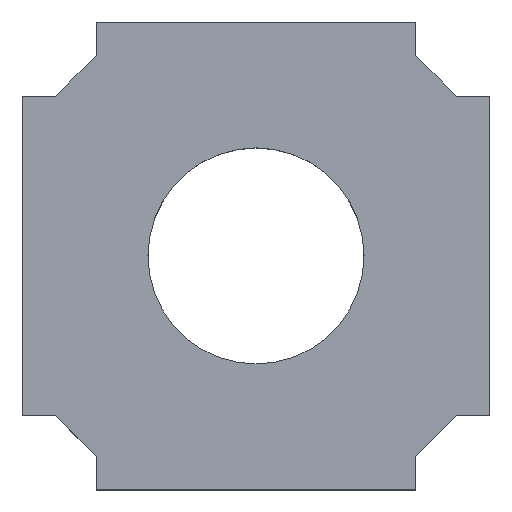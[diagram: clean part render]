
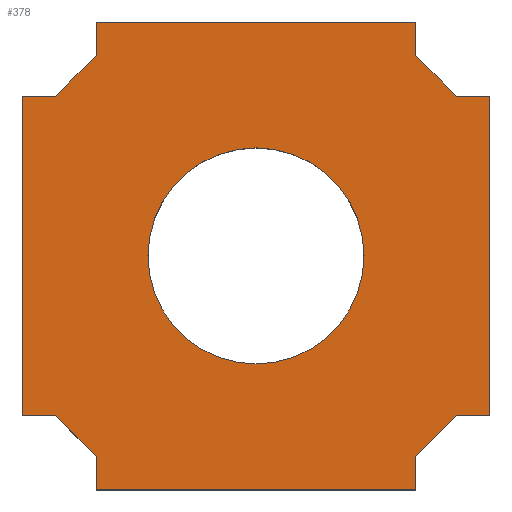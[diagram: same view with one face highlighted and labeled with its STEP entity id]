
A CAD part, top view. The second image highlights one B-rep face of the part: STEP entity #378.
In plain terms, the highlighted planar face has unit normal (0, 0, 1).
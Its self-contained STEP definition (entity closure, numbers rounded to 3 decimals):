
#15=FACE_BOUND('',#70,.T.);
#31=PLANE('',#419);
#50=FACE_OUTER_BOUND('',#69,.T.);
#69=EDGE_LOOP('',(#320,#321,#322,#323,#324,#325,#326,#327,#328,#329,#330,
#331,#332,#333,#334,#335));
#70=EDGE_LOOP('',(#336));
#78=LINE('',#530,#127);
#82=LINE('',#537,#131);
#85=LINE('',#543,#134);
#88=LINE('',#551,#137);
#91=LINE('',#557,#140);
#95=LINE('',#564,#144);
#98=LINE('',#572,#147);
#102=LINE('',#579,#151);
#105=LINE('',#585,#154);
#108=LINE('',#593,#157);
#111=LINE('',#599,#160);
#115=LINE('',#606,#164);
#117=LINE('',#609,#166);
#119=LINE('',#612,#168);
#120=LINE('',#614,#169);
#121=LINE('',#615,#170);
#127=VECTOR('',#436,10.);
#131=VECTOR('',#442,10.);
#134=VECTOR('',#447,10.);
#137=VECTOR('',#452,10.);
#140=VECTOR('',#457,10.);
#144=VECTOR('',#463,10.);
#147=VECTOR('',#468,10.);
#151=VECTOR('',#474,10.);
#154=VECTOR('',#479,10.);
#157=VECTOR('',#484,10.);
#160=VECTOR('',#489,10.);
#164=VECTOR('',#495,10.);
#166=VECTOR('',#499,10.);
#168=VECTOR('',#503,10.);
#169=VECTOR('',#506,10.);
#170=VECTOR('',#507,10.);
#173=CIRCLE('',#403,11.5);
#175=VERTEX_POINT('',#518);
#179=VERTEX_POINT('',#527);
#180=VERTEX_POINT('',#529);
#182=VERTEX_POINT('',#535);
#184=VERTEX_POINT('',#541);
#187=VERTEX_POINT('',#548);
#188=VERTEX_POINT('',#550);
#190=VERTEX_POINT('',#556);
#192=VERTEX_POINT('',#562);
#195=VERTEX_POINT('',#569);
#196=VERTEX_POINT('',#571);
#198=VERTEX_POINT('',#577);
#200=VERTEX_POINT('',#583);
#203=VERTEX_POINT('',#590);
#204=VERTEX_POINT('',#592);
#206=VERTEX_POINT('',#598);
#208=VERTEX_POINT('',#604);
#209=EDGE_CURVE('',#175,#175,#173,.T.);
#214=EDGE_CURVE('',#179,#180,#78,.T.);
#218=EDGE_CURVE('',#182,#179,#82,.T.);
#221=EDGE_CURVE('',#184,#182,#85,.T.);
#224=EDGE_CURVE('',#188,#187,#88,.T.);
#227=EDGE_CURVE('',#190,#188,#91,.T.);
#231=EDGE_CURVE('',#187,#192,#95,.T.);
#234=EDGE_CURVE('',#196,#195,#98,.T.);
#238=EDGE_CURVE('',#195,#198,#102,.T.);
#241=EDGE_CURVE('',#198,#200,#105,.T.);
#244=EDGE_CURVE('',#204,#203,#108,.T.);
#247=EDGE_CURVE('',#206,#204,#111,.T.);
#251=EDGE_CURVE('',#203,#208,#115,.T.);
#253=EDGE_CURVE('',#200,#180,#117,.T.);
#255=EDGE_CURVE('',#208,#196,#119,.T.);
#256=EDGE_CURVE('',#192,#206,#120,.T.);
#257=EDGE_CURVE('',#190,#184,#121,.T.);
#320=ORIENTED_EDGE('',*,*,#256,.T.);
#321=ORIENTED_EDGE('',*,*,#247,.T.);
#322=ORIENTED_EDGE('',*,*,#244,.T.);
#323=ORIENTED_EDGE('',*,*,#251,.T.);
#324=ORIENTED_EDGE('',*,*,#255,.T.);
#325=ORIENTED_EDGE('',*,*,#234,.T.);
#326=ORIENTED_EDGE('',*,*,#238,.T.);
#327=ORIENTED_EDGE('',*,*,#241,.T.);
#328=ORIENTED_EDGE('',*,*,#253,.T.);
#329=ORIENTED_EDGE('',*,*,#214,.F.);
#330=ORIENTED_EDGE('',*,*,#218,.F.);
#331=ORIENTED_EDGE('',*,*,#221,.F.);
#332=ORIENTED_EDGE('',*,*,#257,.F.);
#333=ORIENTED_EDGE('',*,*,#227,.T.);
#334=ORIENTED_EDGE('',*,*,#224,.T.);
#335=ORIENTED_EDGE('',*,*,#231,.T.);
#336=ORIENTED_EDGE('',*,*,#209,.T.);
#378=ADVANCED_FACE('',(#50,#15),#31,.T.);
#403=AXIS2_PLACEMENT_3D('',#519,#427,#428);
#419=AXIS2_PLACEMENT_3D('',#613,#504,#505);
#427=DIRECTION('center_axis',(0.,0.,-1.));
#428=DIRECTION('ref_axis',(-1.,0.,0.));
#436=DIRECTION('',(-1.,0.,0.));
#442=DIRECTION('',(-0.707,0.707,0.));
#447=DIRECTION('',(0.,1.,0.));
#452=DIRECTION('',(0.707,0.707,0.));
#457=DIRECTION('',(0.,1.,0.));
#463=DIRECTION('',(1.,0.,0.));
#468=DIRECTION('',(0.,-1.,0.));
#474=DIRECTION('',(-0.707,-0.707,0.));
#479=DIRECTION('',(-1.,0.,0.));
#484=DIRECTION('',(-0.707,0.707,0.));
#489=DIRECTION('',(-1.,0.,0.));
#495=DIRECTION('',(0.,1.,0.));
#499=DIRECTION('',(0.,-1.,0.));
#503=DIRECTION('',(-1.,0.,0.));
#504=DIRECTION('center_axis',(0.,0.,1.));
#505=DIRECTION('ref_axis',(1.,0.,0.));
#506=DIRECTION('',(0.,1.,0.));
#507=DIRECTION('',(-1.,0.,0.));
#518=CARTESIAN_POINT('',(-9.43,20.93,18.));
#519=CARTESIAN_POINT('Origin',(-20.93,20.93,18.));
#527=CARTESIAN_POINT('',(-42.255,3.93,18.));
#529=CARTESIAN_POINT('',(-45.83,3.93,18.));
#530=CARTESIAN_POINT('',(-42.255,3.93,18.));
#535=CARTESIAN_POINT('',(-37.93,-0.395,18.));
#537=CARTESIAN_POINT('',(-37.93,-0.395,18.));
#541=CARTESIAN_POINT('',(-37.93,-3.97,18.));
#543=CARTESIAN_POINT('',(-37.93,-4.17,18.));
#548=CARTESIAN_POINT('',(0.395,3.93,18.));
#550=CARTESIAN_POINT('',(-3.971,-0.437,18.));
#551=CARTESIAN_POINT('',(-3.971,-0.437,18.));
#556=CARTESIAN_POINT('',(-3.971,-3.97,18.));
#557=CARTESIAN_POINT('',(-3.971,-4.17,18.));
#562=CARTESIAN_POINT('',(3.97,3.93,18.));
#564=CARTESIAN_POINT('',(0.395,3.93,18.));
#569=CARTESIAN_POINT('',(-37.93,42.255,18.));
#571=CARTESIAN_POINT('',(-37.93,45.83,18.));
#572=CARTESIAN_POINT('',(-37.93,46.03,18.));
#577=CARTESIAN_POINT('',(-42.255,37.93,18.));
#579=CARTESIAN_POINT('',(-37.93,42.255,18.));
#583=CARTESIAN_POINT('',(-45.83,37.93,18.));
#585=CARTESIAN_POINT('',(-42.255,37.93,18.));
#590=CARTESIAN_POINT('',(-3.93,42.255,18.));
#592=CARTESIAN_POINT('',(0.395,37.93,18.));
#593=CARTESIAN_POINT('',(0.395,37.93,18.));
#598=CARTESIAN_POINT('',(3.97,37.93,18.));
#599=CARTESIAN_POINT('',(4.17,37.93,18.));
#604=CARTESIAN_POINT('',(-3.93,45.83,18.));
#606=CARTESIAN_POINT('',(-3.93,42.255,18.));
#609=CARTESIAN_POINT('',(-45.83,37.93,18.));
#612=CARTESIAN_POINT('',(-3.93,45.83,18.));
#613=CARTESIAN_POINT('Origin',(2.141,20.93,18.));
#614=CARTESIAN_POINT('',(3.97,3.93,18.));
#615=CARTESIAN_POINT('',(-37.73,-3.97,18.));
